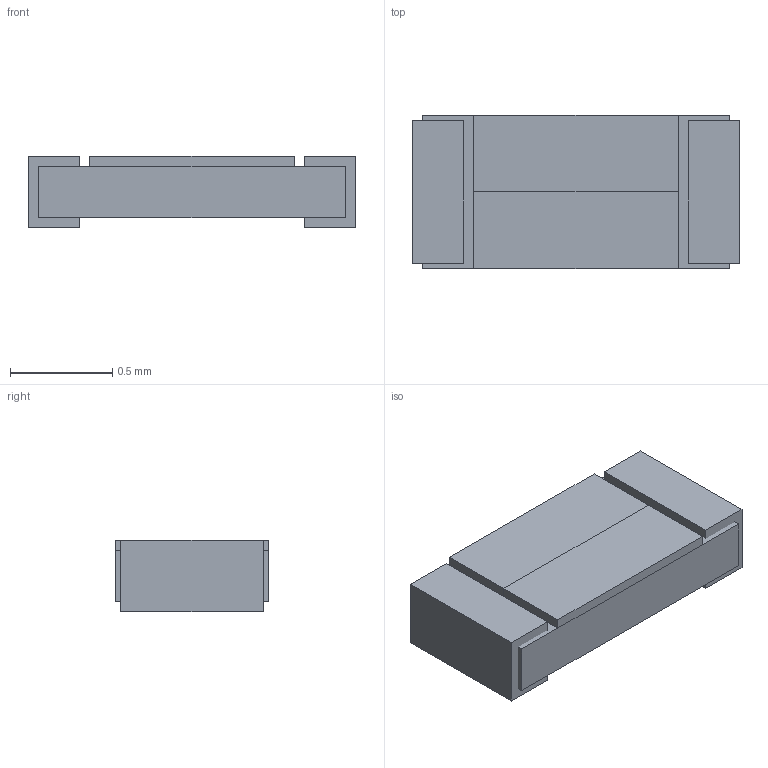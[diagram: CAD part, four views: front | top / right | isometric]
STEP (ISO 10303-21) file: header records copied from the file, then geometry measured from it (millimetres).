
FILE_DESCRIPTION(('FreeCAD Model'),'2;1');
FILE_NAME('Open CASCADE Shape Model','2025-01-20T20:27:47',(''),(''), 'Open CASCADE STEP processor 7.8','FreeCAD','Unknown');
FILE_SCHEMA(('AUTOMOTIVE_DESIGN { 1 0 10303 214 1 1 1 1 }'));
Length unit declared in the file: millimetre
Products named in the file (6): f0603; cube; cube001; cube002; cube003; cube004
Assembly tree (5 placements, depth 2):
  f0603
    cube
    cube001
    cube002
    cube003
    cube004
Bounding box: 1.6 x 0.75 x 0.35 mm (x, y, z)
Volume: 0.4 mm3; surface area: 7.2 mm2
Topology: 5 solids, 5 shells, 30 faces, 60 edges, 40 vertices
Faces by surface type: plane 30
Entity records: 910 total; most frequent: CARTESIAN_POINT 136, DIRECTION 132, ORIENTED_EDGE 120, EDGE_CURVE 60, LINE 60, VECTOR 60, VERTEX_POINT 40, AXIS2_PLACEMENT_3D 36
